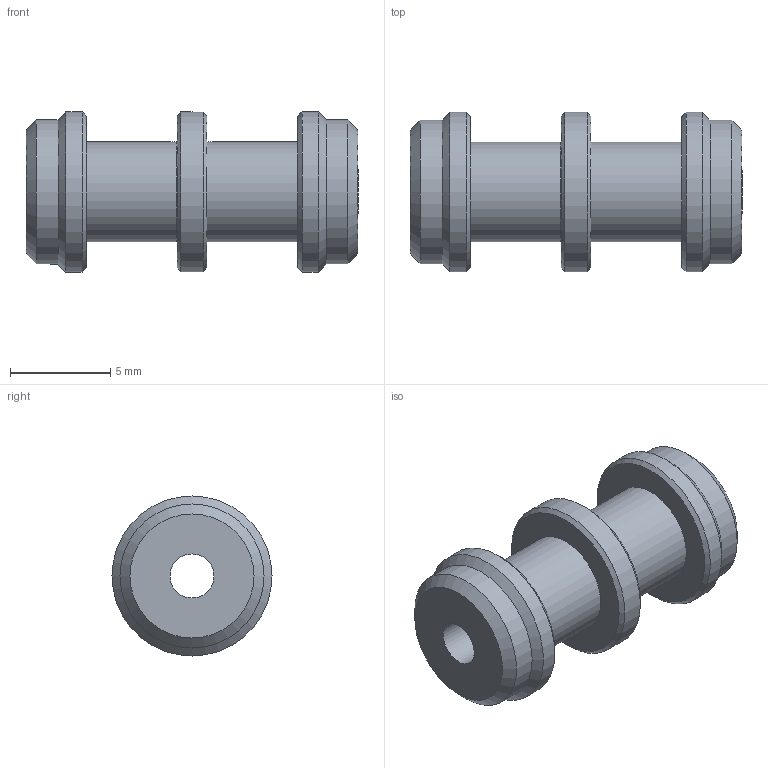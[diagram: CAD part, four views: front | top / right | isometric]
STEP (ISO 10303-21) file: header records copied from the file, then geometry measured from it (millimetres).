
FILE_DESCRIPTION(/* description */ (''),/* implementation_level */ '2;1');
FILE_NAME(/* name */ '4''''Insert_MIR.ipt.step',/* time_stamp */ '2020-04-16T23:28:25-04:00',/* author */ ('Jordan'),/* organization */ (''),/* preprocessor_version */ 'ST-DEVELOPER v17',/* originating_system */ 'Autodesk Inventor 2019',/* authorisation */ '');
FILE_SCHEMA (('AUTOMOTIVE_DESIGN { 1 0 10303 214 3 1 1 }'));
Length unit declared in the file: inch
Products named in the file (1): Insert_MIR
Bounding box: 16.6 x 8 x 8 mm (x, y, z)
Volume: 450.7 mm3; surface area: 615.5 mm2
Topology: 1 solids, 1 shells, 22 faces, 60 edges, 44 vertices
Faces by surface type: cylinder 8, cone 8, plane 6
Full cylindrical faces by diameter (mm): 2.2 x1, 5 x2, 7.2 x2, 8 x3
Entity records: 818 total; most frequent: DIRECTION 150, CARTESIAN_POINT 127, ORIENTED_EDGE 120, AXIS2_PLACEMENT_3D 67, EDGE_CURVE 60, CIRCLE 44, VERTEX_POINT 44, EDGE_LOOP 28
